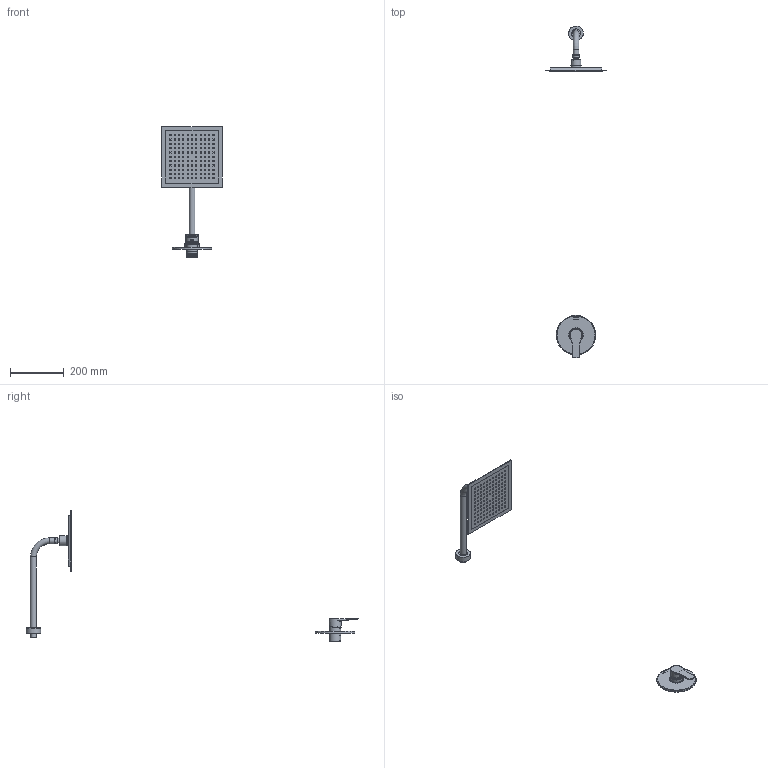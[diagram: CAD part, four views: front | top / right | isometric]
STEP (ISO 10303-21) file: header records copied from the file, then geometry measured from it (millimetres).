
FILE_DESCRIPTION (( 'STEP AP203' ), '1' );
FILE_NAME ('18DP01863.STEP', '2020-12-21T09:32:24', ( '' ), ( '' ), 'SwSTEP 2.0', 'SolidWorks 2018', '' );
FILE_SCHEMA (( 'CONFIG_CONTROL_DESIGN' ));
Length unit declared in the file: millimetre
Products named in the file (1): 18DP01863
Bounding box: 225 x 1233.29 x 486.5 mm (x, y, z)
Volume: 703735.1 mm3; surface area: 246289.5 mm2
Topology: 12 solids, 12 shells, 1498 faces, 3134 edges, 1921 vertices
Faces by surface type: plane 1269, cylinder 168, bspline 21, cone 20, torus 17, sphere 3
Full cylindrical faces by diameter (mm): 1 x120, 6 x1, 6.8 x2, 9.5 x1, 16 x1, 18 x2, 18.631 x1, 20.6 x1, 21 x2, 22 x2, 22.7 x1, 23.4 x1, 25 x1, 27 x1, 31 x1, 32 x2, 34 x1, 35.8 x1, 36.5 x5, 36.9 x1, 37 x1, 38.6 x1, 39 x2, 41 x1, 42 x1, 45 x1, 54 x1, 54.4 x1, 54.8 x1
Entity records: 40674 total; most frequent: CARTESIAN_POINT 9706, DIRECTION 6159, ORIENTED_EDGE 5822, EDGE_CURVE 2911, VECTOR 2467, LINE 2467, EDGE_LOOP 1958, VERTEX_POINT 1891
